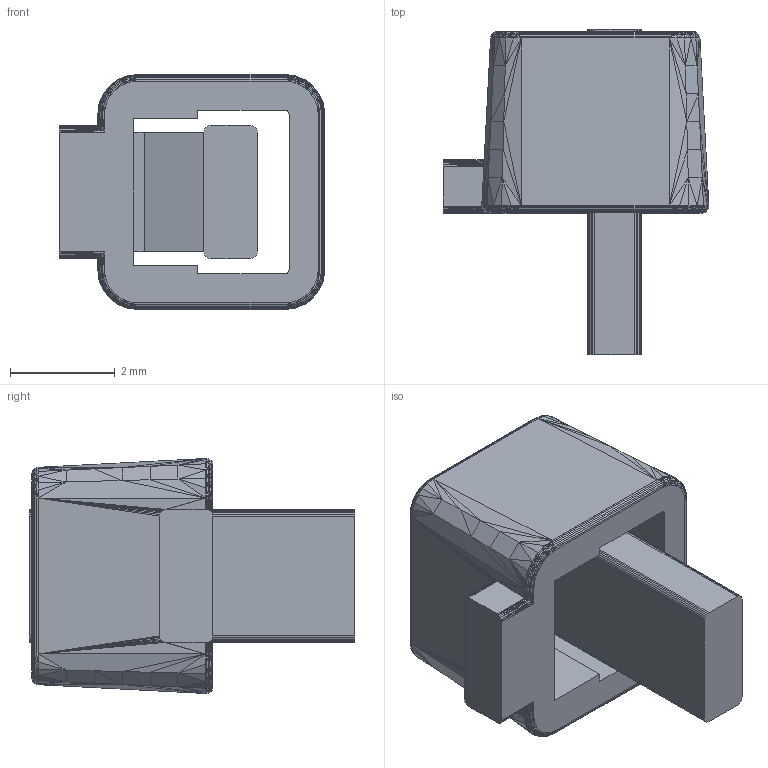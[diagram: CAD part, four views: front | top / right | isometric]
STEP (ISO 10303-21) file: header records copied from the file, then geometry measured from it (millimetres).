
FILE_DESCRIPTION(('FreeCAD Model'),'2;1');
FILE_NAME('Open CASCADE Shape Model','2024-08-13T17:32:36',(''),(''), 'Open CASCADE STEP processor 7.6','FreeCAD','Unknown');
FILE_SCHEMA(('AP242_MANAGED_MODEL_BASED_3D_ENGINEERING_MIM_LF. {1 0 10303 442 1 1 4 }'));
Length unit declared in the file: millimetre
Products named in the file (1): Mesh001001001
Bounding box: 5.06 x 6.2 x 4.48 mm (x, y, z)
Surface area: 178.5 mm2 (no closed solid volume)
Topology: 0 solids, 2 shells, 886 faces, 1503 edges, 622 vertices
Faces by surface type: plane 886
Entity records: 18900 total; most frequent: DIRECTION 3277, CARTESIAN_POINT 3012, ORIENTED_EDGE 3006, EDGE_CURVE 1503, LINE 1503, VECTOR 1503, FACE_BOUND 889, EDGE_LOOP 889
